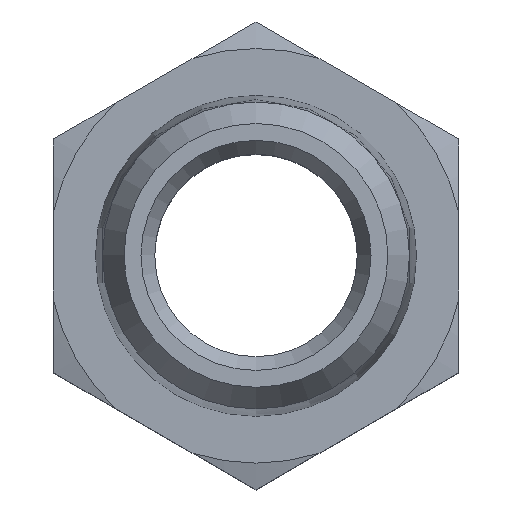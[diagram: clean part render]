
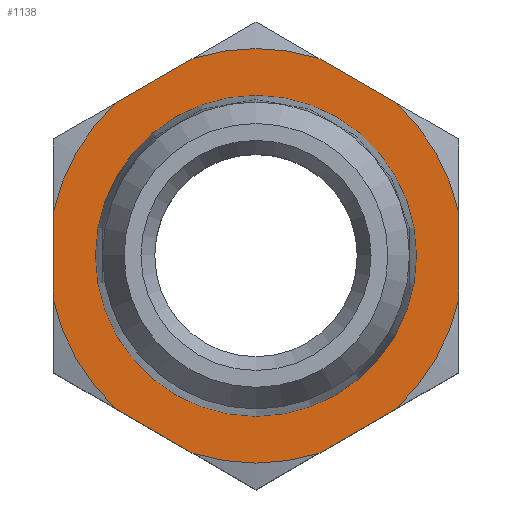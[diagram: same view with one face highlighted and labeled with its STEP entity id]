
A CAD part, top view. The second image highlights one B-rep face of the part: STEP entity #1138.
In plain terms, the highlighted planar face has unit normal (0, 0, 1).
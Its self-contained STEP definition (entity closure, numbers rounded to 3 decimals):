
#124=LINE('',#1904,#202);
#126=LINE('',#1918,#204);
#128=LINE('',#1932,#206);
#130=LINE('',#1946,#208);
#132=LINE('',#1960,#210);
#134=LINE('',#1974,#212);
#202=VECTOR('',#1506,1000.);
#204=VECTOR('',#1510,1000.);
#206=VECTOR('',#1514,1000.);
#208=VECTOR('',#1518,1000.);
#210=VECTOR('',#1522,1000.);
#212=VECTOR('',#1526,1000.);
#425=ORIENTED_EDGE('',*,*,#704,.F.);
#426=ORIENTED_EDGE('',*,*,#705,.T.);
#427=ORIENTED_EDGE('',*,*,#679,.T.);
#428=ORIENTED_EDGE('',*,*,#706,.T.);
#429=ORIENTED_EDGE('',*,*,#699,.T.);
#430=ORIENTED_EDGE('',*,*,#707,.T.);
#431=ORIENTED_EDGE('',*,*,#695,.T.);
#432=ORIENTED_EDGE('',*,*,#708,.T.);
#433=ORIENTED_EDGE('',*,*,#691,.T.);
#434=ORIENTED_EDGE('',*,*,#709,.T.);
#435=ORIENTED_EDGE('',*,*,#687,.T.);
#436=ORIENTED_EDGE('',*,*,#710,.T.);
#437=ORIENTED_EDGE('',*,*,#683,.T.);
#679=EDGE_CURVE('',#828,#827,#124,.T.);
#683=EDGE_CURVE('',#831,#830,#126,.T.);
#687=EDGE_CURVE('',#834,#833,#128,.T.);
#691=EDGE_CURVE('',#837,#836,#130,.T.);
#695=EDGE_CURVE('',#840,#839,#132,.T.);
#699=EDGE_CURVE('',#843,#842,#134,.T.);
#704=EDGE_CURVE('',#847,#847,#906,.T.);
#705=EDGE_CURVE('',#830,#828,#907,.T.);
#706=EDGE_CURVE('',#827,#843,#908,.T.);
#707=EDGE_CURVE('',#842,#840,#909,.T.);
#708=EDGE_CURVE('',#839,#837,#910,.T.);
#709=EDGE_CURVE('',#836,#834,#911,.T.);
#710=EDGE_CURVE('',#833,#831,#912,.T.);
#827=VERTEX_POINT('',#1903);
#828=VERTEX_POINT('',#1905);
#830=VERTEX_POINT('',#1917);
#831=VERTEX_POINT('',#1919);
#833=VERTEX_POINT('',#1931);
#834=VERTEX_POINT('',#1933);
#836=VERTEX_POINT('',#1945);
#837=VERTEX_POINT('',#1947);
#839=VERTEX_POINT('',#1959);
#840=VERTEX_POINT('',#1961);
#842=VERTEX_POINT('',#1973);
#843=VERTEX_POINT('',#1975);
#847=VERTEX_POINT('',#1990);
#906=CIRCLE('',#1268,6.735);
#907=CIRCLE('',#1270,8.7);
#908=CIRCLE('',#1271,8.7);
#909=CIRCLE('',#1272,8.7);
#910=CIRCLE('',#1273,8.7);
#911=CIRCLE('',#1274,8.7);
#912=CIRCLE('',#1275,8.7);
#964=EDGE_LOOP('',(#425));
#965=EDGE_LOOP('',(#426,#427,#428,#429,#430,#431,#432,#433,#434,#435,#436,
#437));
#1046=FACE_BOUND('',#964,.T.);
#1047=FACE_BOUND('',#965,.T.);
#1091=PLANE('',#1269);
#1138=ADVANCED_FACE('',(#1046,#1047),#1091,.F.);
#1268=AXIS2_PLACEMENT_3D('',#1989,#1539,#1540);
#1269=AXIS2_PLACEMENT_3D('',#1991,#1541,#1542);
#1270=AXIS2_PLACEMENT_3D('',#1992,#1543,#1544);
#1271=AXIS2_PLACEMENT_3D('',#1993,#1545,#1546);
#1272=AXIS2_PLACEMENT_3D('',#1994,#1547,#1548);
#1273=AXIS2_PLACEMENT_3D('',#1995,#1549,#1550);
#1274=AXIS2_PLACEMENT_3D('',#1996,#1551,#1552);
#1275=AXIS2_PLACEMENT_3D('',#1997,#1553,#1554);
#1506=DIRECTION('',(0.,-1.,0.));
#1510=DIRECTION('',(-0.866,-0.5,0.));
#1514=DIRECTION('',(-0.866,0.5,0.));
#1518=DIRECTION('',(0.,1.,0.));
#1522=DIRECTION('',(0.866,0.5,0.));
#1526=DIRECTION('',(0.866,-0.5,0.));
#1539=DIRECTION('',(0.,0.,1.));
#1540=DIRECTION('',(0.,-1.,0.));
#1541=DIRECTION('',(0.,0.,-1.));
#1542=DIRECTION('',(0.,1.,0.));
#1543=DIRECTION('',(0.,0.,1.));
#1544=DIRECTION('',(0.,-1.,0.));
#1545=DIRECTION('',(0.,0.,1.));
#1546=DIRECTION('',(0.,-1.,0.));
#1547=DIRECTION('',(0.,0.,1.));
#1548=DIRECTION('',(0.,-1.,0.));
#1549=DIRECTION('',(0.,0.,1.));
#1550=DIRECTION('',(0.,-1.,0.));
#1551=DIRECTION('',(0.,0.,1.));
#1552=DIRECTION('',(0.,-1.,0.));
#1553=DIRECTION('',(0.,0.,1.));
#1554=DIRECTION('',(0.,-1.,0.));
#1903=CARTESIAN_POINT('',(-8.5,-1.855,25.));
#1904=CARTESIAN_POINT('',(-8.5,-8.7,25.));
#1905=CARTESIAN_POINT('',(-8.5,1.855,25.));
#1917=CARTESIAN_POINT('',(-5.856,6.434,25.));
#1918=CARTESIAN_POINT('',(-8.017,5.186,25.));
#1919=CARTESIAN_POINT('',(-2.644,8.289,25.));
#1931=CARTESIAN_POINT('',(2.644,8.289,25.));
#1932=CARTESIAN_POINT('',(8.017,5.186,25.));
#1933=CARTESIAN_POINT('',(5.856,6.434,25.));
#1945=CARTESIAN_POINT('',(8.5,1.855,25.));
#1946=CARTESIAN_POINT('',(8.5,-8.7,25.));
#1947=CARTESIAN_POINT('',(8.5,-1.855,25.));
#1959=CARTESIAN_POINT('',(5.856,-6.434,25.));
#1960=CARTESIAN_POINT('',(0.483,-9.536,25.));
#1961=CARTESIAN_POINT('',(2.644,-8.289,25.));
#1973=CARTESIAN_POINT('',(-2.644,-8.289,25.));
#1974=CARTESIAN_POINT('',(-0.483,-9.536,25.));
#1975=CARTESIAN_POINT('',(-5.856,-6.434,25.));
#1989=CARTESIAN_POINT('',(0.,0.,25.));
#1990=CARTESIAN_POINT('',(0.,-6.735,25.));
#1991=CARTESIAN_POINT('',(0.,-8.7,25.));
#1992=CARTESIAN_POINT('',(0.,0.,25.));
#1993=CARTESIAN_POINT('',(0.,0.,25.));
#1994=CARTESIAN_POINT('',(0.,0.,25.));
#1995=CARTESIAN_POINT('',(0.,0.,25.));
#1996=CARTESIAN_POINT('',(0.,0.,25.));
#1997=CARTESIAN_POINT('',(0.,0.,25.));
